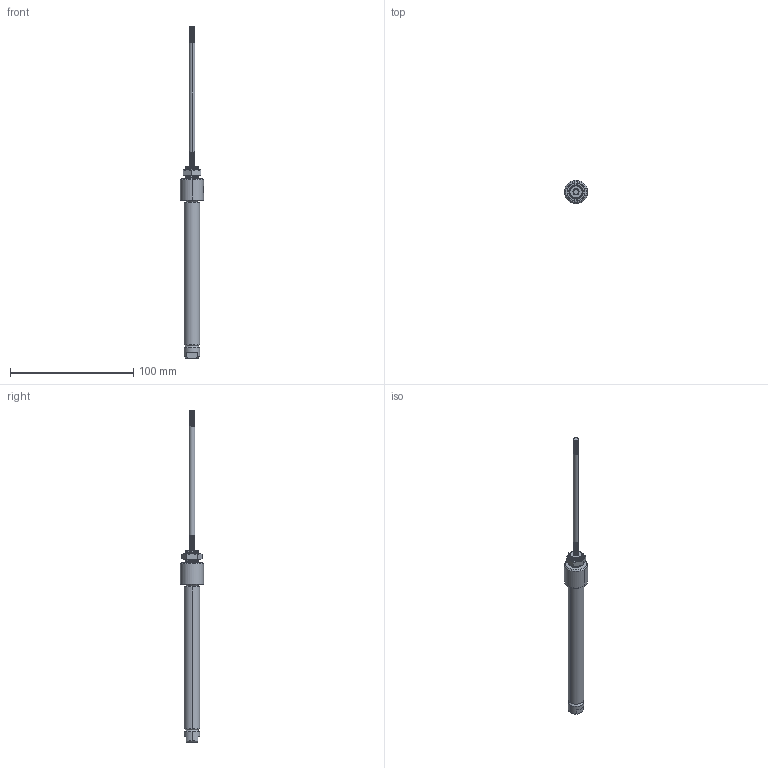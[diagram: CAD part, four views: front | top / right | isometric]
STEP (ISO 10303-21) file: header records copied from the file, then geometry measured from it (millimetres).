
FILE_DESCRIPTION (( 'STEP AP203' ), '1' );
FILE_NAME ('6498K124.step', '2010-09-29T17:11:51', ( 'jim' ), ( '' ), 'SwSTEP 2.0', 'SolidWorks 2007', '' );
FILE_SCHEMA (( 'CONFIG_CONTROL_DESIGN' ));
Length unit declared in the file: inch
Products named in the file (1): 6498K124
Bounding box: 18.8 x 18.8 x 269.75 mm (x, y, z)
Volume: 16677.7 mm3; surface area: 18013.8 mm2
Topology: 4 solids, 4 shells, 533 faces, 1131 edges, 618 vertices
Faces by surface type: cone 265, cylinder 240, plane 28
Entity records: 18130 total; most frequent: CARTESIAN_POINT 6974, DIRECTION 2351, ORIENTED_EDGE 2262, EDGE_CURVE 1131, AXIS2_PLACEMENT_3D 937, VERTEX_POINT 618, EDGE_LOOP 551, ADVANCED_FACE 533
